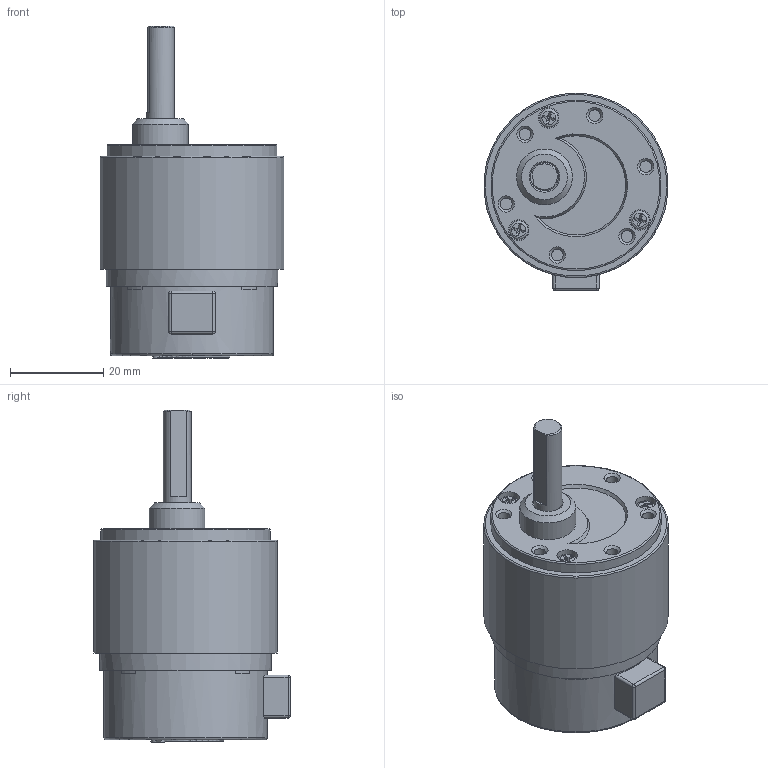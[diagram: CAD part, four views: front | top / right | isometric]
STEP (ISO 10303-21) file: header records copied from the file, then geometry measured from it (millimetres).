
FILE_DESCRIPTION(/* description */ (''),/* implementation_level */ '2;1');
FILE_NAME(/* name */ 'SM158_45,8',/* time_stamp */ '2020-11-05T22:57:28+01:00',/* author */ (''),/* organization */ (''),/* preprocessor_version */ 'ST-DEVELOPER v11',/* originating_system */ 'UGS - NX 5.0',/* authorisation */ '');
FILE_SCHEMA (('AUTOMOTIVE_DESIGN { 1 0 10303 214 1 1 1 1 }'));
Length unit declared in the file: millimetre
Products named in the file (1): Luig0774cffv
Bounding box: 39.45 x 42.22 x 71.25 mm (x, y, z)
Volume: 30838.2 mm3; surface area: 15854.1 mm2
Topology: 1 solids, 15 shells, 504 faces, 1197 edges, 781 vertices
Faces by surface type: plane 303, cylinder 137, cone 27, bspline 18, torus 15, sphere 4
Full cylindrical faces by diameter (mm): 1.6 x3, 2 x3, 2.5 x6, 2.65 x3, 2.7 x5, 3.5 x5, 4 x9, 4.4 x6, 6 x2, 8.2 x1, 12 x1, 24.25 x1, 35 x1, 36.6 x1, 36.8 x2, 37.3 x1, 39.6 x1
Entity records: 15885 total; most frequent: CARTESIAN_POINT 3212, DIRECTION 2316, ORIENTED_EDGE 2194, EDGE_CURVE 1097, AXIS2_PLACEMENT_3D 849, VERTEX_POINT 753, EDGE_LOOP 636, LINE 618
